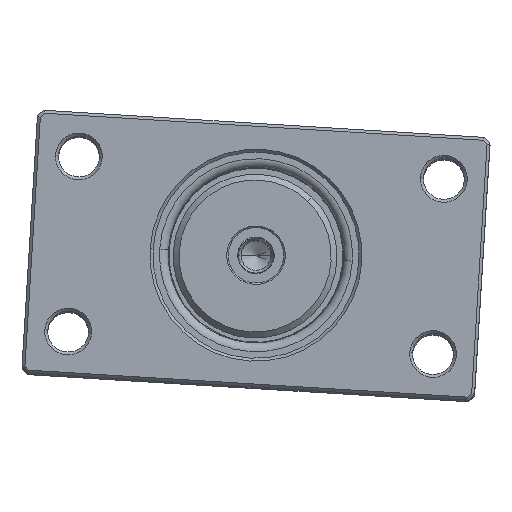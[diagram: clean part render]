
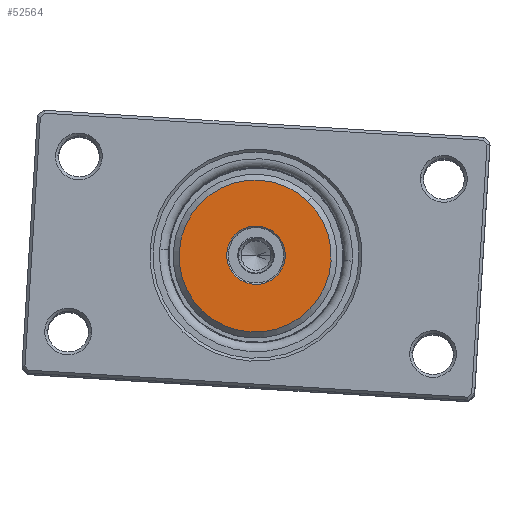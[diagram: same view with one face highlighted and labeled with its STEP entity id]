
A CAD part, top view. The second image highlights one B-rep face of the part: STEP entity #52564.
In plain terms, the highlighted face is planar.
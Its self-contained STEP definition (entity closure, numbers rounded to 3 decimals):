
#2360 = CIRCLE ( 'NONE', #6162, 26. ) ;
#2508 = DIRECTION ( 'NONE',  ( 0., -1., 0. ) ) ;
#3460 = AXIS2_PLACEMENT_3D ( 'NONE', #42740, #12477, #47798 ) ;
#4318 = EDGE_CURVE ( 'NONE', #44045, #49764, #36248, .T. ) ;
#5257 = CARTESIAN_POINT ( 'NONE',  ( 0., 50., -25.576 ) ) ;
#6162 = AXIS2_PLACEMENT_3D ( 'NONE', #22509, #57795, #27602 ) ;
#8175 = EDGE_CURVE ( 'NONE', #33548, #31388, #43028, .T. ) ;
#9549 = AXIS2_PLACEMENT_3D ( 'NONE', #26571, #61826, #31626 ) ;
#10158 = CARTESIAN_POINT ( 'NONE',  ( 0., 50., -10. ) ) ;
#11426 = CARTESIAN_POINT ( 'NONE',  ( 0., 50., 26.424 ) ) ;
#12477 = DIRECTION ( 'NONE',  ( 0., -1., 0. ) ) ;
#12748 = ORIENTED_EDGE ( 'NONE', *, *, #8175, .T. ) ;
#14352 = PLANE ( 'NONE',  #60176 ) ;
#19208 = ORIENTED_EDGE ( 'NONE', *, *, #4318, .T. ) ;
#22509 = CARTESIAN_POINT ( 'NONE',  ( 0., 50., 0.424 ) ) ;
#26571 = CARTESIAN_POINT ( 'NONE',  ( 0., 50., 0.424 ) ) ;
#26879 = EDGE_LOOP ( 'NONE', ( #12748, #32623 ) ) ;
#27602 = DIRECTION ( 'NONE',  ( 0., 0., 1. ) ) ;
#28364 = EDGE_LOOP ( 'NONE', ( #37880, #19208 ) ) ;
#29603 = DIRECTION ( 'NONE',  ( 0., 0., 1. ) ) ;
#31388 = VERTEX_POINT ( 'NONE', #10158 ) ;
#31626 = DIRECTION ( 'NONE',  ( 0., 0., 1. ) ) ;
#32623 = ORIENTED_EDGE ( 'NONE', *, *, #58637, .T. ) ;
#32740 = CARTESIAN_POINT ( 'NONE',  ( 0., 50., 0. ) ) ;
#33548 = VERTEX_POINT ( 'NONE', #49604 ) ;
#34756 = CIRCLE ( 'NONE', #39603, 10. ) ;
#36248 = CIRCLE ( 'NONE', #9549, 26. ) ;
#37271 = EDGE_CURVE ( 'NONE', #49764, #44045, #2360, .T. ) ;
#37313 = FACE_BOUND ( 'NONE', #26879, .T. ) ;
#37797 = DIRECTION ( 'NONE',  ( 0., 0., 1. ) ) ;
#37880 = ORIENTED_EDGE ( 'NONE', *, *, #37271, .T. ) ;
#39519 = CARTESIAN_POINT ( 'NONE',  ( 0., 50., 0.424 ) ) ;
#39603 = AXIS2_PLACEMENT_3D ( 'NONE', #32740, #2508, #37797 ) ;
#42740 = CARTESIAN_POINT ( 'NONE',  ( 0., 50., 0. ) ) ;
#43028 = CIRCLE ( 'NONE', #3460, 10. ) ;
#44045 = VERTEX_POINT ( 'NONE', #11426 ) ;
#47798 = DIRECTION ( 'NONE',  ( 0., 0., 1. ) ) ;
#49604 = CARTESIAN_POINT ( 'NONE',  ( 0., 50., 10. ) ) ;
#49764 = VERTEX_POINT ( 'NONE', #5257 ) ;
#50736 = FACE_OUTER_BOUND ( 'NONE', #28364, .T. ) ;
#52564 = ADVANCED_FACE ( 'NONE', ( #37313, #50736 ), #14352, .T. ) ;
#57795 = DIRECTION ( 'NONE',  ( 0., 1., 0. ) ) ;
#58637 = EDGE_CURVE ( 'NONE', #31388, #33548, #34756, .T. ) ;
#59828 = DIRECTION ( 'NONE',  ( 0., 1., 0. ) ) ;
#60176 = AXIS2_PLACEMENT_3D ( 'NONE', #39519, #59828, #29603 ) ;
#61826 = DIRECTION ( 'NONE',  ( 0., 1., 0. ) ) ;
